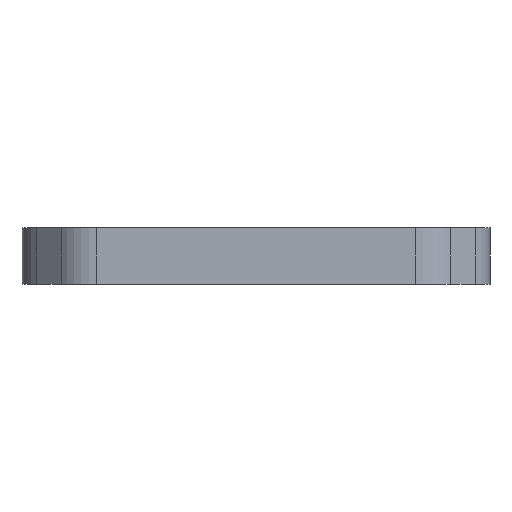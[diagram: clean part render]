
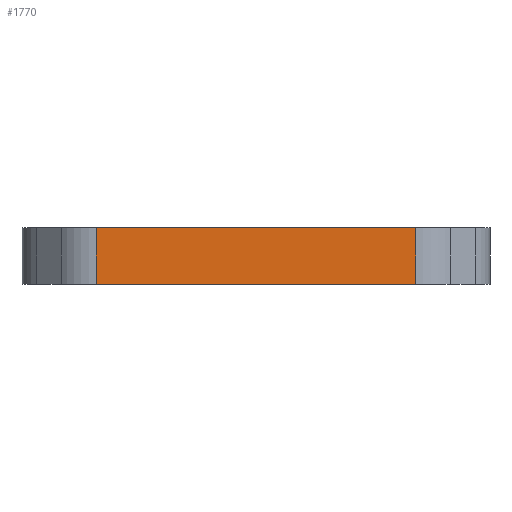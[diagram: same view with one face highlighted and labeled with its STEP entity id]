
A CAD part, front view. The second image highlights one B-rep face of the part: STEP entity #1770.
In plain terms, the highlighted planar face has unit normal (0, -1, 0).
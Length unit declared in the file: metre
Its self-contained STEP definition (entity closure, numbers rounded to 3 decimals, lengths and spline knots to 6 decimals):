
#73=LINE('',#2737,#225);
#139=LINE('',#2924,#291);
#140=LINE('',#2926,#292);
#141=LINE('',#2928,#293);
#225=VECTOR('',#2137,1.);
#291=VECTOR('',#2309,1.);
#292=VECTOR('',#2312,1.);
#293=VECTOR('',#2313,1.);
#371=PLANE('',#1934);
#575=ORIENTED_EDGE('',*,*,#941,.F.);
#576=ORIENTED_EDGE('',*,*,#1034,.F.);
#577=ORIENTED_EDGE('',*,*,#1035,.T.);
#578=ORIENTED_EDGE('',*,*,#1036,.T.);
#941=EDGE_CURVE('',#1197,#1198,#73,.T.);
#1034=EDGE_CURVE('',#1265,#1197,#139,.T.);
#1035=EDGE_CURVE('',#1265,#1266,#140,.T.);
#1036=EDGE_CURVE('',#1266,#1198,#141,.T.);
#1197=VERTEX_POINT('',#2736);
#1198=VERTEX_POINT('',#2738);
#1265=VERTEX_POINT('',#2923);
#1266=VERTEX_POINT('',#2927);
#1446=EDGE_LOOP('',(#575,#576,#577,#578));
#1586=FACE_BOUND('',#1446,.T.);
#1770=ADVANCED_FACE('',(#1586),#371,.F.);
#1934=AXIS2_PLACEMENT_3D('',#2925,#2310,#2311);
#2137=DIRECTION('',(-1.,0.,0.));
#2309=DIRECTION('',(0.,0.,-1.));
#2310=DIRECTION('',(0.,1.,0.));
#2311=DIRECTION('',(0.,0.,1.));
#2312=DIRECTION('',(-1.,0.,0.));
#2313=DIRECTION('',(0.,0.,-1.));
#2736=CARTESIAN_POINT('',(-0.032891,-0.024949,-0.003));
#2737=CARTESIAN_POINT('',(-0.049906,-0.024949,-0.003));
#2738=CARTESIAN_POINT('',(-0.066921,-0.024949,-0.003));
#2923=CARTESIAN_POINT('',(-0.032891,-0.024949,0.003));
#2924=CARTESIAN_POINT('',(-0.032891,-0.024949,0.003));
#2925=CARTESIAN_POINT('',(-0.049906,-0.024949,0.003));
#2926=CARTESIAN_POINT('',(-0.049906,-0.024949,0.003));
#2927=CARTESIAN_POINT('',(-0.066921,-0.024949,0.003));
#2928=CARTESIAN_POINT('',(-0.066921,-0.024949,0.003));
